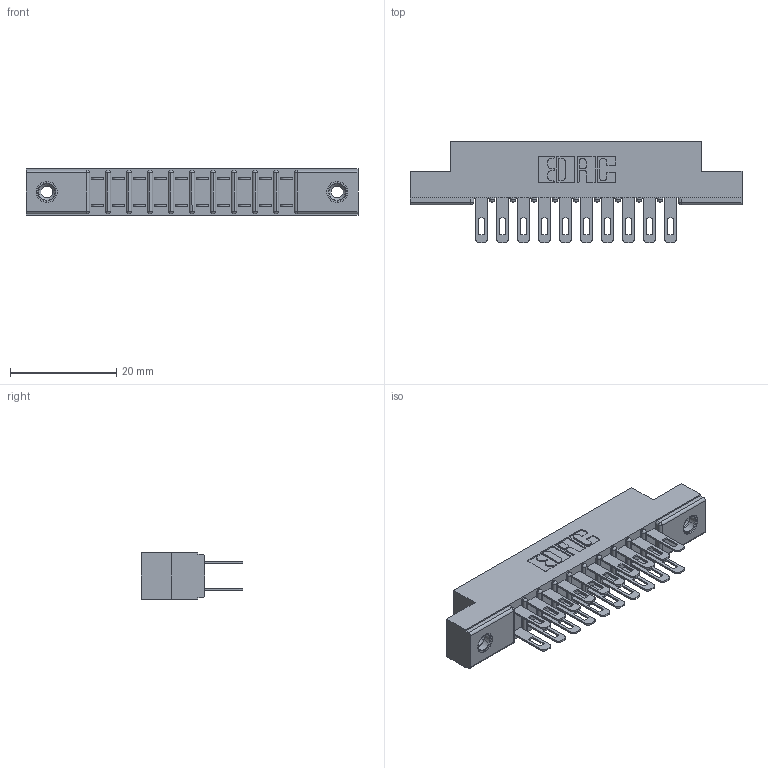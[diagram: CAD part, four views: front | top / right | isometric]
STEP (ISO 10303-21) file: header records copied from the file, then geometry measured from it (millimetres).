
FILE_DESCRIPTION (( 'STEP AP203' ), '1' );
FILE_NAME ('307-020-400-208.STEP', '2020-09-28T19:36:53', ( '' ), ( '' ), 'SwSTEP 2.0', 'SolidWorks 2020', '' );
FILE_SCHEMA (( 'CONFIG_CONTROL_DESIGN' ));
Length unit declared in the file: inch
Products named in the file (4): 345-250-001_345-250-003-102; 307-020-400-208; 307-290-001_500; 307 Part_.156 Dia Mounting Holes
Assembly tree (23 placements, depth 2):
  307-020-400-208
    307 Part_.156 Dia Mounting Holes
    307-290-001_500  x20
    345-250-001_345-250-003-102  x2
Bounding box: 62.64 x 19.18 x 8.71 mm (x, y, z)
Volume: 4149.2 mm3; surface area: 7042.3 mm2
Topology: 23 solids, 23 shells, 1109 faces, 3059 edges, 1974 vertices
Faces by surface type: plane 702, cylinder 369, sphere 22, cone 12, torus 4
Entity records: 13997 total; most frequent: CARTESIAN_POINT 2281, DIRECTION 2259, ORIENTED_EDGE 2250, EDGE_CURVE 1125, VECTOR 847, LINE 847, VERTEX_POINT 728, AXIS2_PLACEMENT_3D 706
